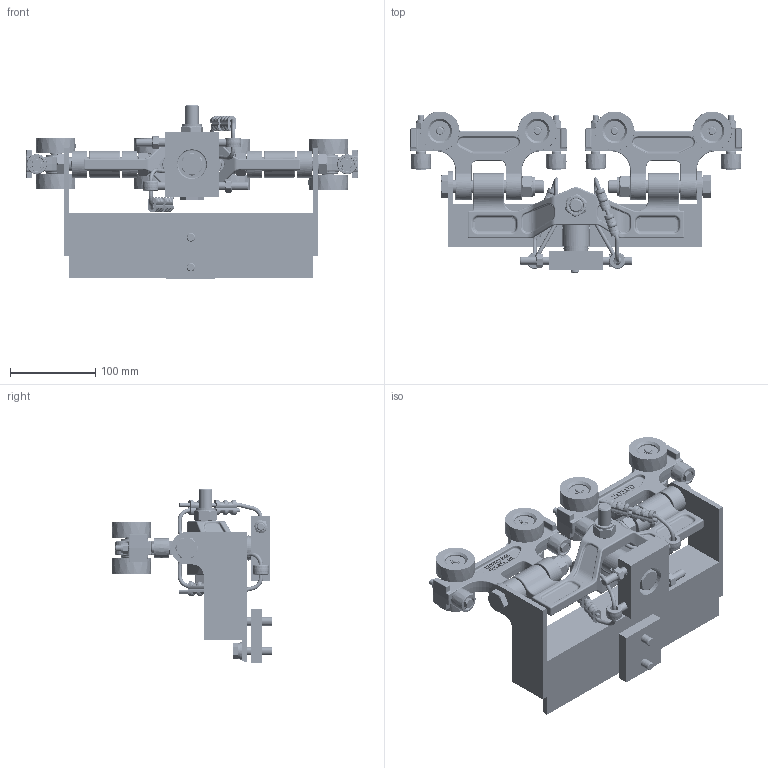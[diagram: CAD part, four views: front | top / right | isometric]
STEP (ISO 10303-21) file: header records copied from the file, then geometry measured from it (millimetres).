
FILE_DESCRIPTION((''),'2;1');
FILE_NAME('22545 ETA-4-5 RIGID MOUNT END TRUCK.stp','2013-05-29T10:39:45',('jholman'),(''),'Autodesk Inventor 2011','Autodesk Inventor 2011','');
FILE_SCHEMA(('AUTOMOTIVE_DESIGN { 1 0 10303 214 1 1 1 1 }'));
Length unit declared in the file: inch
Products named in the file (40): 22545-4; 25335-4; 25315; 25085; Hex Cap Screw - Metric M10 x 40; IS 3063 10; 3D1153B4A; 3D11ZYH4C; 3D1155B4C; 3D11YYH4D; 59790M; 59790; 3D11D6B4A; 3D11F6B4A; 3D1185B4B; 3D11N9B4B; 3D11N7B4C; 3D11V6B4B; Hex Cap Screw - Metric M16 x 110; 3D11SWF4A; 3D11QWF4A; 3D11RWF4A; 3D11TWF4A; 3D11UWF4A; 3D110XF4B; 3D11Q9B4A; 3D1191G4A; 3D11UGB4C; 3D11J4B4B; Hex Nut - UNC (Regular Thread - Inch) 3/8 - 16; Pin - Slotted Spring (Inch) 3/16 x 1.1/4; 3D114FD4B; 59960; 3D11YAB4A; ANSI/AFBMA 21.1 NT - Thrust Needle Roller And Cage Assembly (Inch) 17NT01; Hex Cap Screw - Inch 5/8-11 UNC - 2; Hex Bolt - UNC (Regular Thread - Inch) 5/8-11 UNC - 4; 3D11Y3B4A; 3D116OD4C; 3D114OD4A
Assembly tree (66 placements, depth 5):
  22545-4
    25335-4
      25315
      25085
      Hex Cap Screw - Metric M10 x 40  x2
      IS 3063 10  x2
      3D1153B4A  x2
    3D11ZYH4C
      3D1155B4C
      3D11YYH4D  x2
        59790M
          59790
        3D11D6B4A
        3D11F6B4A
        3D1185B4B
        3D11N9B4B
          3D11N7B4C
          3D11V6B4B
        Hex Cap Screw - Metric M16 x 110
        3D11SWF4A
          3D11QWF4A
          3D11RWF4A
          3D11TWF4A  x2
          3D11UWF4A
        3D110XF4B
        3D11Q9B4A
        3D1191G4A
      3D11UGB4C
        3D11J4B4B
        Hex Nut - UNC (Regular Thread - Inch) 3/8 - 16  x2
        Pin - Slotted Spring (Inch) 3/16 x 1.1/4
        3D114FD4B  x2
        59960
        3D11YAB4A  x4
        ANSI/AFBMA 21.1 NT - Thrust Needle Roller And Cage Assembly (Inch) 17NT01  x2
        Hex Cap Screw - Inch 5/8-11 UNC - 2
      Hex Bolt - UNC (Regular Thread - Inch) 5/8-11 UNC - 4
      3D11Y3B4A
      3D116OD4C  x2
      3D114OD4A  x4
      3D1191G4A
Bounding box: 388.94 x 188.4 x 204.79 mm (x, y, z)
Volume: 1365785.4 mm3; surface area: 464827.8 mm2
Topology: 124 solids, 124 shells, 3930 faces, 9152 edges, 5525 vertices
Faces by surface type: plane 1247, cylinder 986, bspline 884, torus 380, cone 301, sphere 132
Full cylindrical faces by diameter (mm): 1.041 x16, 1.194 x8, 2 x26, 4.763 x16, 6.35 x4, 6.909 x4, 7 x8, 7.036 x4, 7.099 x4, 7.137 x4, 7.798 x2, 9.525 x12, 10 x2, 10.249 x4, 10.319 x2, 11.113 x2, 11.176 x4, 12 x4, 12.7 x4, 13.386 x3, 13.843 x3, 14.348 x1, 14.6 x2, 15.011 x4, 15.875 x2, 16 x2, 16.002 x4, 16.307 x1, 16.669 x10, 16.866 x8
Entity records: 63180 total; most frequent: CARTESIAN_POINT 21909, ORIENTED_EDGE 8248, DIRECTION 8058, EDGE_CURVE 4124, AXIS2_PLACEMENT_3D 3177, VERTEX_POINT 2575, EDGE_LOOP 2159, FACE_OUTER_BOUND 1842
